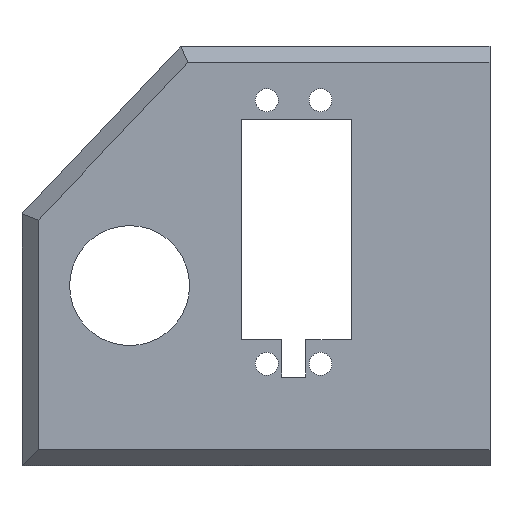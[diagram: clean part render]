
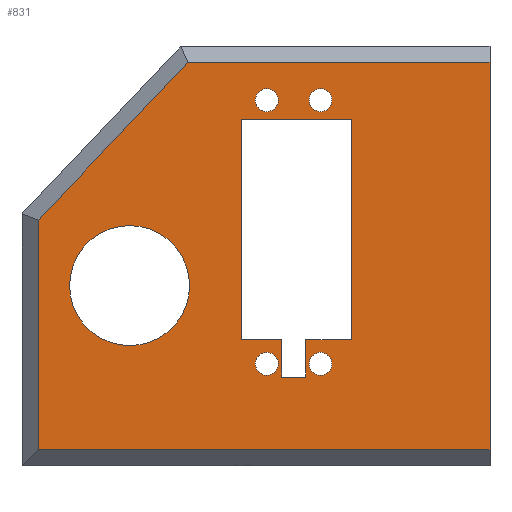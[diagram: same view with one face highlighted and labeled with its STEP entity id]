
A CAD part, front view. The second image highlights one B-rep face of the part: STEP entity #831.
In plain terms, the highlighted planar face has unit normal (0, -1, 0).
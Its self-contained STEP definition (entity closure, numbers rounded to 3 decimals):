
#41=FACE_BOUND('',#154,.T.);
#42=FACE_BOUND('',#155,.T.);
#43=FACE_BOUND('',#156,.T.);
#44=FACE_BOUND('',#157,.T.);
#45=FACE_BOUND('',#158,.T.);
#46=FACE_BOUND('',#159,.T.);
#63=CIRCLE('',#901,2.125);
#64=CIRCLE('',#902,2.125);
#65=CIRCLE('',#903,2.125);
#66=CIRCLE('',#904,2.125);
#67=CIRCLE('',#905,11.15);
#97=FACE_OUTER_BOUND('',#153,.T.);
#153=EDGE_LOOP('',(#616,#617,#618,#619,#620));
#154=EDGE_LOOP('',(#621,#622,#623,#624,#625,#626,#627,#628));
#155=EDGE_LOOP('',(#629));
#156=EDGE_LOOP('',(#630));
#157=EDGE_LOOP('',(#631));
#158=EDGE_LOOP('',(#632));
#159=EDGE_LOOP('',(#633));
#211=LINE('',#1215,#294);
#215=LINE('',#1224,#298);
#219=LINE('',#1231,#302);
#232=LINE('',#1266,#315);
#235=LINE('',#1274,#318);
#237=LINE('',#1278,#320);
#240=LINE('',#1284,#323);
#243=LINE('',#1290,#326);
#246=LINE('',#1295,#329);
#247=LINE('',#1297,#330);
#248=LINE('',#1299,#331);
#249=LINE('',#1301,#332);
#250=LINE('',#1302,#333);
#294=VECTOR('',#970,10.);
#298=VECTOR('',#976,10.);
#302=VECTOR('',#982,10.);
#315=VECTOR('',#1009,10.);
#318=VECTOR('',#1014,10.);
#320=VECTOR('',#1018,10.);
#323=VECTOR('',#1023,10.);
#326=VECTOR('',#1028,10.);
#329=VECTOR('',#1033,10.);
#330=VECTOR('',#1034,10.);
#331=VECTOR('',#1035,10.);
#332=VECTOR('',#1036,10.);
#333=VECTOR('',#1037,10.);
#377=VERTEX_POINT('',#1213);
#378=VERTEX_POINT('',#1214);
#381=VERTEX_POINT('',#1222);
#382=VERTEX_POINT('',#1223);
#399=VERTEX_POINT('',#1264);
#402=VERTEX_POINT('',#1271);
#403=VERTEX_POINT('',#1273);
#404=VERTEX_POINT('',#1277);
#406=VERTEX_POINT('',#1283);
#408=VERTEX_POINT('',#1289);
#410=VERTEX_POINT('',#1296);
#411=VERTEX_POINT('',#1298);
#412=VERTEX_POINT('',#1300);
#413=VERTEX_POINT('',#1303);
#414=VERTEX_POINT('',#1305);
#415=VERTEX_POINT('',#1307);
#416=VERTEX_POINT('',#1309);
#417=VERTEX_POINT('',#1311);
#453=EDGE_CURVE('',#377,#378,#211,.T.);
#457=EDGE_CURVE('',#381,#382,#215,.T.);
#461=EDGE_CURVE('',#378,#381,#219,.T.);
#479=EDGE_CURVE('',#377,#399,#232,.T.);
#482=EDGE_CURVE('',#403,#402,#235,.T.);
#484=EDGE_CURVE('',#402,#404,#237,.T.);
#487=EDGE_CURVE('',#404,#406,#240,.T.);
#490=EDGE_CURVE('',#406,#408,#243,.T.);
#493=EDGE_CURVE('',#408,#403,#246,.T.);
#494=EDGE_CURVE('',#399,#410,#247,.T.);
#495=EDGE_CURVE('',#410,#411,#248,.T.);
#496=EDGE_CURVE('',#411,#412,#249,.T.);
#497=EDGE_CURVE('',#412,#382,#250,.T.);
#498=EDGE_CURVE('',#413,#413,#63,.T.);
#499=EDGE_CURVE('',#414,#414,#64,.T.);
#500=EDGE_CURVE('',#415,#415,#65,.T.);
#501=EDGE_CURVE('',#416,#416,#66,.T.);
#502=EDGE_CURVE('',#417,#417,#67,.T.);
#616=ORIENTED_EDGE('',*,*,#490,.T.);
#617=ORIENTED_EDGE('',*,*,#493,.T.);
#618=ORIENTED_EDGE('',*,*,#482,.T.);
#619=ORIENTED_EDGE('',*,*,#484,.T.);
#620=ORIENTED_EDGE('',*,*,#487,.T.);
#621=ORIENTED_EDGE('',*,*,#457,.F.);
#622=ORIENTED_EDGE('',*,*,#461,.F.);
#623=ORIENTED_EDGE('',*,*,#453,.F.);
#624=ORIENTED_EDGE('',*,*,#479,.T.);
#625=ORIENTED_EDGE('',*,*,#494,.T.);
#626=ORIENTED_EDGE('',*,*,#495,.T.);
#627=ORIENTED_EDGE('',*,*,#496,.T.);
#628=ORIENTED_EDGE('',*,*,#497,.T.);
#629=ORIENTED_EDGE('',*,*,#498,.F.);
#630=ORIENTED_EDGE('',*,*,#499,.F.);
#631=ORIENTED_EDGE('',*,*,#500,.F.);
#632=ORIENTED_EDGE('',*,*,#501,.F.);
#633=ORIENTED_EDGE('',*,*,#502,.T.);
#801=PLANE('',#900);
#831=ADVANCED_FACE('',(#97,#41,#42,#43,#44,#45,#46),#801,.T.);
#900=AXIS2_PLACEMENT_3D('',#1294,#1031,#1032);
#901=AXIS2_PLACEMENT_3D('',#1304,#1038,#1039);
#902=AXIS2_PLACEMENT_3D('',#1306,#1040,#1041);
#903=AXIS2_PLACEMENT_3D('',#1308,#1042,#1043);
#904=AXIS2_PLACEMENT_3D('',#1310,#1044,#1045);
#905=AXIS2_PLACEMENT_3D('',#1312,#1046,#1047);
#970=DIRECTION('',(0.,0.,-1.));
#976=DIRECTION('',(0.,0.,1.));
#982=DIRECTION('',(1.,0.,0.));
#1009=DIRECTION('',(-1.,0.,0.));
#1014=DIRECTION('',(-1.,0.,0.));
#1018=DIRECTION('',(-0.688,0.,-0.726));
#1023=DIRECTION('',(0.,0.,-1.));
#1028=DIRECTION('',(1.,0.,0.));
#1031=DIRECTION('center_axis',(0.,-1.,0.));
#1032=DIRECTION('ref_axis',(1.,0.,0.));
#1033=DIRECTION('',(0.,0.,1.));
#1034=DIRECTION('',(0.,0.,1.));
#1035=DIRECTION('',(1.,0.,0.));
#1036=DIRECTION('',(0.,0.,-1.));
#1037=DIRECTION('',(-1.,0.,0.));
#1038=DIRECTION('center_axis',(0.,-1.,0.));
#1039=DIRECTION('ref_axis',(-1.,0.,0.));
#1040=DIRECTION('center_axis',(0.,-1.,0.));
#1041=DIRECTION('ref_axis',(-1.,0.,0.));
#1042=DIRECTION('center_axis',(0.,-1.,0.));
#1043=DIRECTION('ref_axis',(-1.,0.,0.));
#1044=DIRECTION('center_axis',(0.,-1.,0.));
#1045=DIRECTION('ref_axis',(-1.,0.,0.));
#1046=DIRECTION('center_axis',(0.,1.,0.));
#1047=DIRECTION('ref_axis',(1.,0.,0.));
#1213=CARTESIAN_POINT('',(28.25,0.,-20.546));
#1214=CARTESIAN_POINT('',(28.25,0.,-27.5));
#1215=CARTESIAN_POINT('',(28.25,0.,-10.273));
#1222=CARTESIAN_POINT('',(32.75,0.,-27.5));
#1223=CARTESIAN_POINT('',(32.75,0.,-20.546));
#1224=CARTESIAN_POINT('',(32.75,0.,-13.75));
#1231=CARTESIAN_POINT('',(24.125,0.,-27.5));
#1264=CARTESIAN_POINT('',(20.75,0.,-20.546));
#1266=CARTESIAN_POINT('',(41.25,0.,-20.546));
#1271=CARTESIAN_POINT('',(10.835,0.,31.));
#1273=CARTESIAN_POINT('',(67.,0.,31.));
#1274=CARTESIAN_POINT('',(40.,0.,31.));
#1277=CARTESIAN_POINT('',(-17.,0.,1.634));
#1278=CARTESIAN_POINT('',(5.708,0.,25.592));
#1283=CARTESIAN_POINT('',(-17.,0.,-41.));
#1284=CARTESIAN_POINT('',(-17.,0.,14.));
#1289=CARTESIAN_POINT('',(67.,0.,-41.));
#1290=CARTESIAN_POINT('',(0.,0.,-41.));
#1294=CARTESIAN_POINT('Origin',(20.,0.,0.));
#1295=CARTESIAN_POINT('',(67.,0.,-41.));
#1296=CARTESIAN_POINT('',(20.75,0.,20.454));
#1297=CARTESIAN_POINT('',(20.75,0.,-20.546));
#1298=CARTESIAN_POINT('',(41.25,0.,20.454));
#1299=CARTESIAN_POINT('',(20.75,0.,20.454));
#1300=CARTESIAN_POINT('',(41.25,0.,-20.546));
#1301=CARTESIAN_POINT('',(41.25,0.,20.454));
#1302=CARTESIAN_POINT('',(41.25,0.,-20.546));
#1303=CARTESIAN_POINT('',(27.625,0.,-25.046));
#1304=CARTESIAN_POINT('Origin',(25.5,0.,-25.046));
#1305=CARTESIAN_POINT('',(37.625,0.,23.954));
#1306=CARTESIAN_POINT('Origin',(35.5,0.,23.954));
#1307=CARTESIAN_POINT('',(37.625,0.,-25.046));
#1308=CARTESIAN_POINT('Origin',(35.5,0.,-25.046));
#1309=CARTESIAN_POINT('',(27.625,0.,23.954));
#1310=CARTESIAN_POINT('Origin',(25.5,0.,23.954));
#1311=CARTESIAN_POINT('',(-11.15,0.,-10.5));
#1312=CARTESIAN_POINT('Origin',(0.,0.,-10.5));
